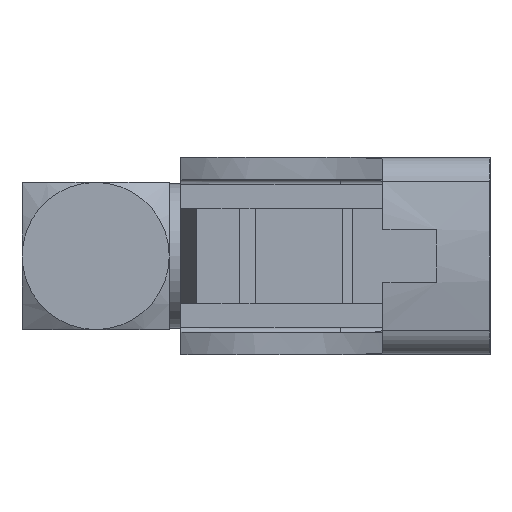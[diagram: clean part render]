
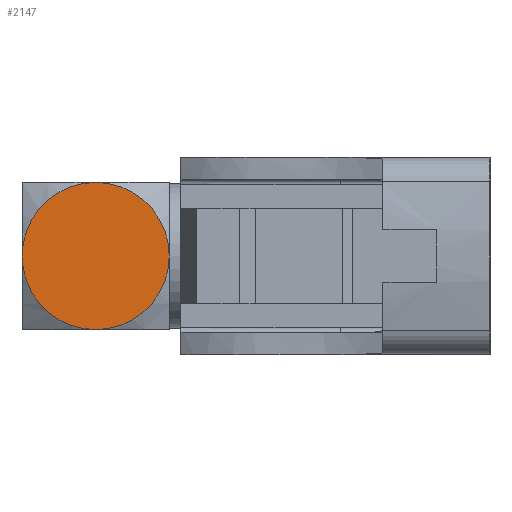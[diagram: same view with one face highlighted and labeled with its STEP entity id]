
A CAD part, left-side view. The second image highlights one B-rep face of the part: STEP entity #2147.
In plain terms, the highlighted face is planar.
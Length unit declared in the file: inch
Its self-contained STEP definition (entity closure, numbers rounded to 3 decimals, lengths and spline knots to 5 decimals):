
#302 = CARTESIAN_POINT ( 'NONE',  ( 0.138, 0.138, -0.87765 ) ) ;
#527 = VERTEX_POINT ( 'NONE', #5842 ) ;
#1187 = AXIS2_PLACEMENT_3D ( 'NONE', #3556, #9308, #1936 ) ;
#1236 = CARTESIAN_POINT ( 'NONE',  ( -0.138, 0.138, -0.73965 ) ) ;
#1241 = DIRECTION ( 'NONE',  ( 0., -1., 0. ) ) ;
#1336 = CIRCLE ( 'NONE', #7854, 0.138 ) ;
#1404 = ORIENTED_EDGE ( 'NONE', *, *, #3397, .T. ) ;
#1430 = EDGE_CURVE ( 'NONE', #7878, #10500, #4573, .T. ) ;
#1595 = CARTESIAN_POINT ( 'NONE',  ( 0., 0.138, -0.73965 ) ) ;
#1912 = CARTESIAN_POINT ( 'NONE',  ( 0., 0.138, -0.73965 ) ) ;
#1936 = DIRECTION ( 'NONE',  ( 0., 0., 1. ) ) ;
#2140 = ORIENTED_EDGE ( 'NONE', *, *, #8826, .T. ) ;
#2147 = ADVANCED_FACE ( 'NONE', ( #4526 ), #2908, .F. ) ;
#2586 = EDGE_LOOP ( 'NONE', ( #1404, #4259, #5942, #2140 ) ) ;
#2908 = PLANE ( 'NONE',  #3202 ) ;
#2918 = CARTESIAN_POINT ( 'NONE',  ( 0., 0.138, -0.87765 ) ) ;
#3202 = AXIS2_PLACEMENT_3D ( 'NONE', #302, #1241, #8616 ) ;
#3397 = EDGE_CURVE ( 'NONE', #10174, #7878, #3665, .T. ) ;
#3415 = DIRECTION ( 'NONE',  ( 0., 1., 0. ) ) ;
#3556 = CARTESIAN_POINT ( 'NONE',  ( 0., 0.138, -0.73965 ) ) ;
#3665 = CIRCLE ( 'NONE', #9677, 0.138 ) ;
#4259 = ORIENTED_EDGE ( 'NONE', *, *, #1430, .T. ) ;
#4403 = AXIS2_PLACEMENT_3D ( 'NONE', #1912, #3415, #5839 ) ;
#4526 = FACE_OUTER_BOUND ( 'NONE', #2586, .T. ) ;
#4573 = CIRCLE ( 'NONE', #4403, 0.138 ) ;
#4888 = DIRECTION ( 'NONE',  ( 0., 0., 1. ) ) ;
#5132 = EDGE_CURVE ( 'NONE', #10500, #527, #10268, .T. ) ;
#5792 = DIRECTION ( 'NONE',  ( 0., 1., 0. ) ) ;
#5839 = DIRECTION ( 'NONE',  ( 0., 0., 1. ) ) ;
#5842 = CARTESIAN_POINT ( 'NONE',  ( 0., 0.138, -0.60165 ) ) ;
#5911 = DIRECTION ( 'NONE',  ( 0., 0., 1. ) ) ;
#5942 = ORIENTED_EDGE ( 'NONE', *, *, #5132, .T. ) ;
#7379 = CARTESIAN_POINT ( 'NONE',  ( 0., 0.138, -0.73965 ) ) ;
#7766 = CARTESIAN_POINT ( 'NONE',  ( 0.138, 0.138, -0.73965 ) ) ;
#7854 = AXIS2_PLACEMENT_3D ( 'NONE', #1595, #5792, #4888 ) ;
#7878 = VERTEX_POINT ( 'NONE', #2918 ) ;
#8616 = DIRECTION ( 'NONE',  ( 0., 0., -1. ) ) ;
#8826 = EDGE_CURVE ( 'NONE', #527, #10174, #1336, .T. ) ;
#9308 = DIRECTION ( 'NONE',  ( 0., 1., 0. ) ) ;
#9677 = AXIS2_PLACEMENT_3D ( 'NONE', #7379, #9973, #5911 ) ;
#9973 = DIRECTION ( 'NONE',  ( 0., 1., 0. ) ) ;
#10174 = VERTEX_POINT ( 'NONE', #7766 ) ;
#10268 = CIRCLE ( 'NONE', #1187, 0.138 ) ;
#10500 = VERTEX_POINT ( 'NONE', #1236 ) ;
